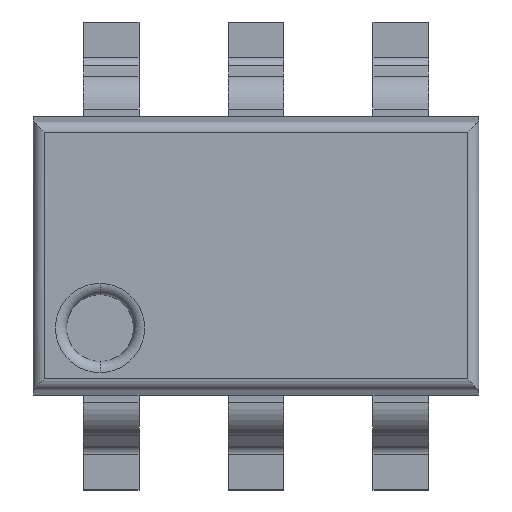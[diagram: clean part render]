
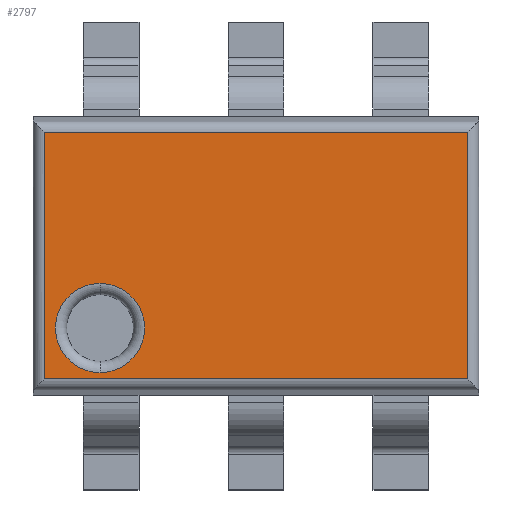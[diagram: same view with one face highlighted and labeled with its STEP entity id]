
A CAD part, top view. The second image highlights one B-rep face of the part: STEP entity #2797.
In plain terms, the highlighted planar face has unit normal (0, 0, 1).
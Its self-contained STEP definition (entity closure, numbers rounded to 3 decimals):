
#2581 = VERTEX_POINT('',#2582);
#2582 = CARTESIAN_POINT('',(-0.7,-0.525,1.1));
#2589 = EDGE_CURVE('',#2590,#2581,#2592,.T.);
#2590 = VERTEX_POINT('',#2591);
#2591 = CARTESIAN_POINT('',(-0.7,-0.125,1.1));
#2592 = CIRCLE('',#2593,0.2);
#2593 = AXIS2_PLACEMENT_3D('',#2594,#2595,#2596);
#2594 = CARTESIAN_POINT('',(-0.7,-0.325,1.1));
#2595 = DIRECTION('',(0.,0.,-1.));
#2596 = DIRECTION('',(0.,1.,0.));
#2797 = ADVANCED_FACE('',(#2798,#2808),#2842,.F.);
#2798 = FACE_BOUND('',#2799,.T.);
#2799 = EDGE_LOOP('',(#2800,#2801));
#2800 = ORIENTED_EDGE('',*,*,#2589,.T.);
#2801 = ORIENTED_EDGE('',*,*,#2802,.T.);
#2802 = EDGE_CURVE('',#2581,#2590,#2803,.T.);
#2803 = CIRCLE('',#2804,0.2);
#2804 = AXIS2_PLACEMENT_3D('',#2805,#2806,#2807);
#2805 = CARTESIAN_POINT('',(-0.7,-0.325,1.1));
#2806 = DIRECTION('',(0.,0.,-1.));
#2807 = DIRECTION('',(0.,1.,0.));
#2808 = FACE_BOUND('',#2809,.T.);
#2809 = EDGE_LOOP('',(#2810,#2820,#2828,#2836));
#2810 = ORIENTED_EDGE('',*,*,#2811,.T.);
#2811 = EDGE_CURVE('',#2812,#2814,#2816,.T.);
#2812 = VERTEX_POINT('',#2813);
#2813 = CARTESIAN_POINT('',(0.95,-0.553,1.1));
#2814 = VERTEX_POINT('',#2815);
#2815 = CARTESIAN_POINT('',(0.95,0.553,1.1));
#2816 = LINE('',#2817,#2818);
#2817 = CARTESIAN_POINT('',(0.95,0.,1.1));
#2818 = VECTOR('',#2819,1.);
#2819 = DIRECTION('',(0.,1.,0.));
#2820 = ORIENTED_EDGE('',*,*,#2821,.T.);
#2821 = EDGE_CURVE('',#2814,#2822,#2824,.T.);
#2822 = VERTEX_POINT('',#2823);
#2823 = CARTESIAN_POINT('',(-0.95,0.553,1.1));
#2824 = LINE('',#2825,#2826);
#2825 = CARTESIAN_POINT('',(-1.,0.553,1.1));
#2826 = VECTOR('',#2827,1.);
#2827 = DIRECTION('',(-1.,0.,0.));
#2828 = ORIENTED_EDGE('',*,*,#2829,.T.);
#2829 = EDGE_CURVE('',#2822,#2830,#2832,.T.);
#2830 = VERTEX_POINT('',#2831);
#2831 = CARTESIAN_POINT('',(-0.95,-0.553,1.1));
#2832 = LINE('',#2833,#2834);
#2833 = CARTESIAN_POINT('',(-0.95,0.,1.1));
#2834 = VECTOR('',#2835,1.);
#2835 = DIRECTION('',(0.,-1.,0.));
#2836 = ORIENTED_EDGE('',*,*,#2837,.T.);
#2837 = EDGE_CURVE('',#2830,#2812,#2838,.T.);
#2838 = LINE('',#2839,#2840);
#2839 = CARTESIAN_POINT('',(1.,-0.553,1.1));
#2840 = VECTOR('',#2841,1.);
#2841 = DIRECTION('',(1.,0.,0.));
#2842 = PLANE('',#2843);
#2843 = AXIS2_PLACEMENT_3D('',#2844,#2845,#2846);
#2844 = CARTESIAN_POINT('',(0.,0.,1.1));
#2845 = DIRECTION('',(0.,0.,-1.));
#2846 = DIRECTION('',(0.,1.,0.));
